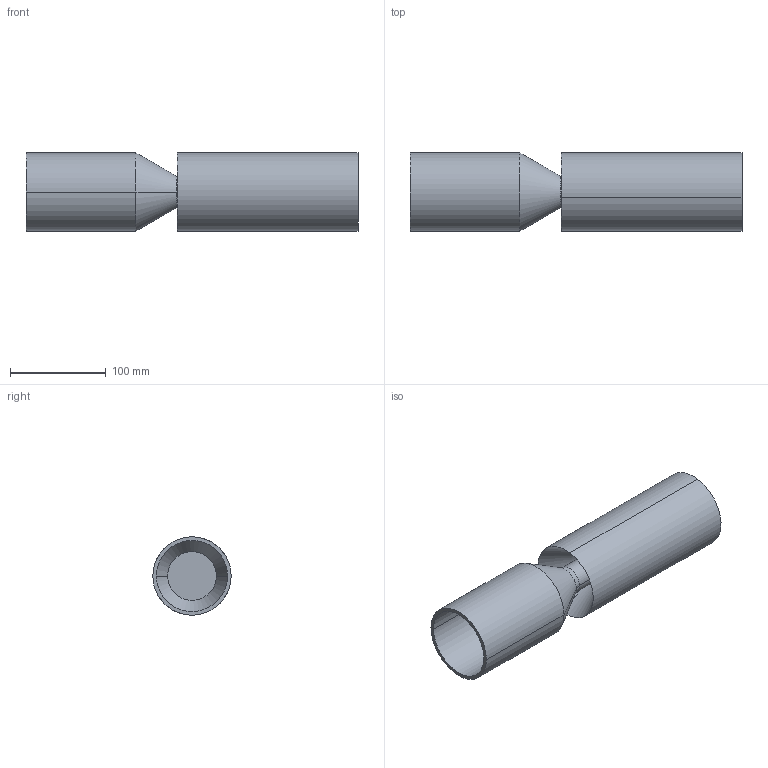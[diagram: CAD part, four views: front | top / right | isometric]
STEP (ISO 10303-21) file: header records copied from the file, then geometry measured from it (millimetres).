
FILE_DESCRIPTION(('FreeCAD Model'),'2;1');
FILE_NAME('Open CASCADE Shape Model','2025-04-27T07:41:10',('FreeCAD'),( 'FreeCAD'),'Open CASCADE STEP processor 7.6','FreeCAD','Unknown');
FILE_SCHEMA(('AUTOMOTIVE_DESIGN { 1 0 10303 214 1 1 1 1 }'));
Length unit declared in the file: millimetre
Products named in the file (1): Open CASCADE STEP translator 7.6 1
Bounding box: 346.58 x 81.64 x 81.58 mm (x, y, z)
Volume: 974657.5 mm3; surface area: 169111.8 mm2
Topology: 3 solids, 3 shells, 54 faces, 120 edges, 74 vertices
Faces by surface type: bspline 54
Entity records: 1760 total; most frequent: CARTESIAN_POINT 1053, ORIENTED_EDGE 240, EDGE_CURVE 120, FACE_BOUND 74, EDGE_LOOP 74, VERTEX_POINT 74, ADVANCED_FACE 54, B_SPLINE_CURVE_WITH_KNOTS 42
